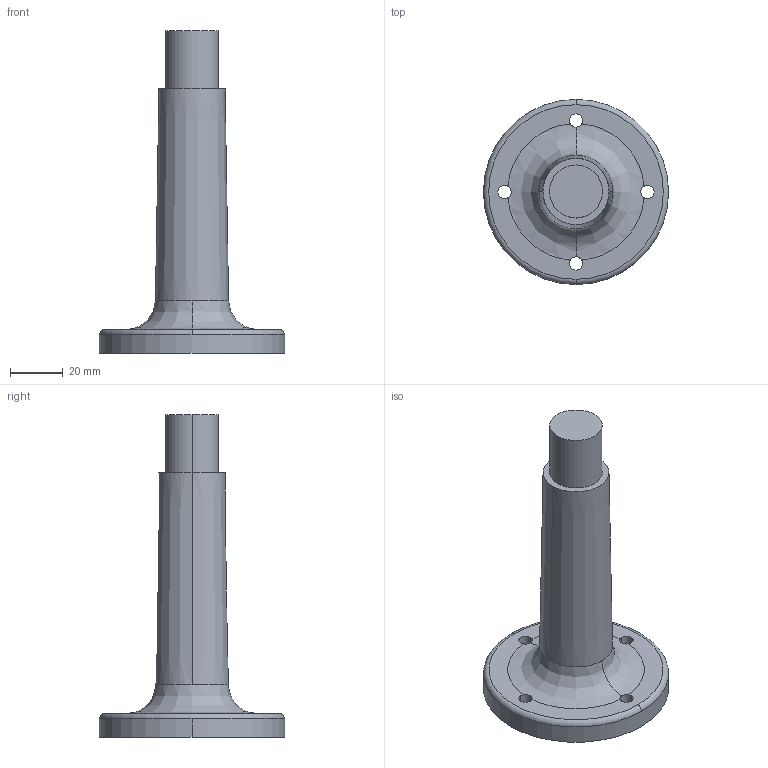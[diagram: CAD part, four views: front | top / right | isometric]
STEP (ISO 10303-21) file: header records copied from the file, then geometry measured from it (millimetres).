
FILE_DESCRIPTION((''),'2;1');
FILE_NAME('3d_8LT7BP01.stp','2012-10-02T14:08:07',(''),(''),'Mechanical Desktop 2011','Mechanical Desktop 2011',', , ');
FILE_SCHEMA(('CONFIG_CONTROL_DESIGN'));
Length unit declared in the file: millimetre
Products named in the file (1): Product
Bounding box: 70 x 70 x 122 mm (x, y, z)
Volume: 93424.4 mm3; surface area: 18383.8 mm2
Topology: 1 solids, 1 shells, 22 faces, 67 edges, 45 vertices
Faces by surface type: cylinder 12, plane 4, cone 2, torus 2, bspline 2
Entity records: 1031 total; most frequent: CARTESIAN_POINT 289, DIRECTION 150, ORIENTED_EDGE 134, AXIS2_PLACEMENT_3D 68, EDGE_CURVE 67, CIRCLE 47, VERTEX_POINT 45, EDGE_LOOP 28
